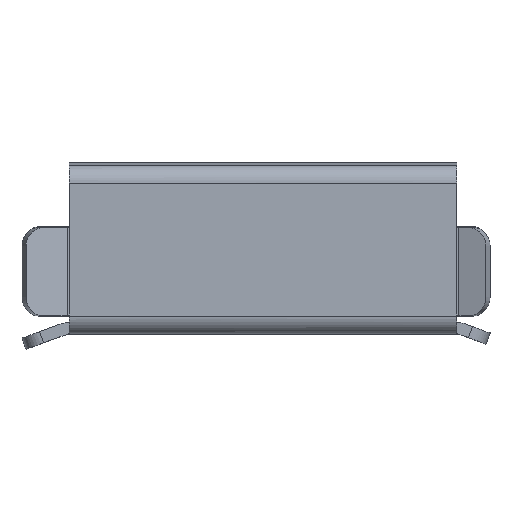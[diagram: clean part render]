
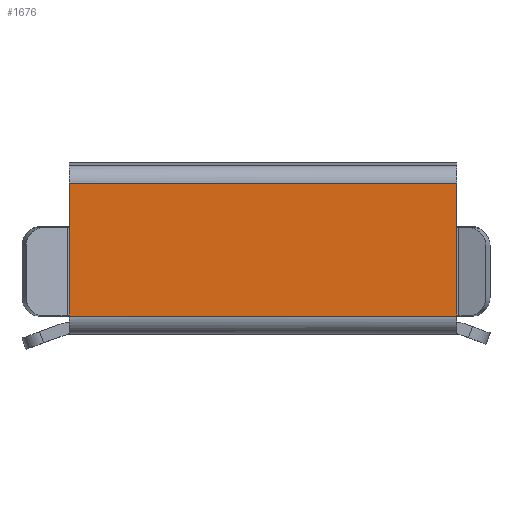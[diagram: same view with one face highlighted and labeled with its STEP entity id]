
A CAD part, top view. The second image highlights one B-rep face of the part: STEP entity #1676.
In plain terms, the highlighted planar face has unit normal (0, 0, 1).
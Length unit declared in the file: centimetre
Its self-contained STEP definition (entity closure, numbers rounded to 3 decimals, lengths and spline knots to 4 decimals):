
#198=PLANE('',#1841);
#296=VECTOR('',#2109,1.);
#317=VECTOR('',#2177,1.);
#353=VECTOR('',#2266,1.);
#354=VECTOR('',#2268,1.);
#454=LINE('',#2587,#296);
#475=LINE('',#2652,#317);
#511=LINE('',#2741,#353);
#512=LINE('',#2743,#354);
#630=VERTEX_POINT('',#2586);
#631=VERTEX_POINT('',#2588);
#647=VERTEX_POINT('',#2651);
#648=VERTEX_POINT('',#2653);
#843=EDGE_CURVE('',#630,#631,#454,.T.);
#876=EDGE_CURVE('',#647,#648,#475,.T.);
#925=EDGE_CURVE('',#648,#630,#511,.T.);
#926=EDGE_CURVE('',#631,#647,#512,.T.);
#1365=ORIENTED_EDGE('',*,*,#925,.F.);
#1366=ORIENTED_EDGE('',*,*,#876,.F.);
#1367=ORIENTED_EDGE('',*,*,#926,.F.);
#1368=ORIENTED_EDGE('',*,*,#843,.F.);
#1492=EDGE_LOOP('',(#1365,#1366,#1367,#1368));
#1584=FACE_BOUND('',#1492,.T.);
#1676=ADVANCED_FACE('',(#1584),#198,.T.);
#1841=AXIS2_PLACEMENT_3D('',#2742,#2267,$);
#2109=DIRECTION('',(0.,-1.,0.));
#2177=DIRECTION('',(0.,1.,0.));
#2266=DIRECTION('',(1.,0.,0.));
#2267=DIRECTION('',(0.,0.,1.));
#2268=DIRECTION('',(-1.,0.,0.));
#2586=CARTESIAN_POINT('',(0.65,0.295,0.34));
#2587=CARTESIAN_POINT('',(0.65,-0.1761,0.34));
#2588=CARTESIAN_POINT('',(0.65,-0.15,0.34));
#2651=CARTESIAN_POINT('',(-0.65,-0.15,0.34));
#2652=CARTESIAN_POINT('',(-0.65,0.35,0.34));
#2653=CARTESIAN_POINT('',(-0.65,0.295,0.34));
#2741=CARTESIAN_POINT('',(0.,0.295,0.34));
#2742=CARTESIAN_POINT('',(0.,0.087,0.34));
#2743=CARTESIAN_POINT('',(0.,-0.15,0.34));
